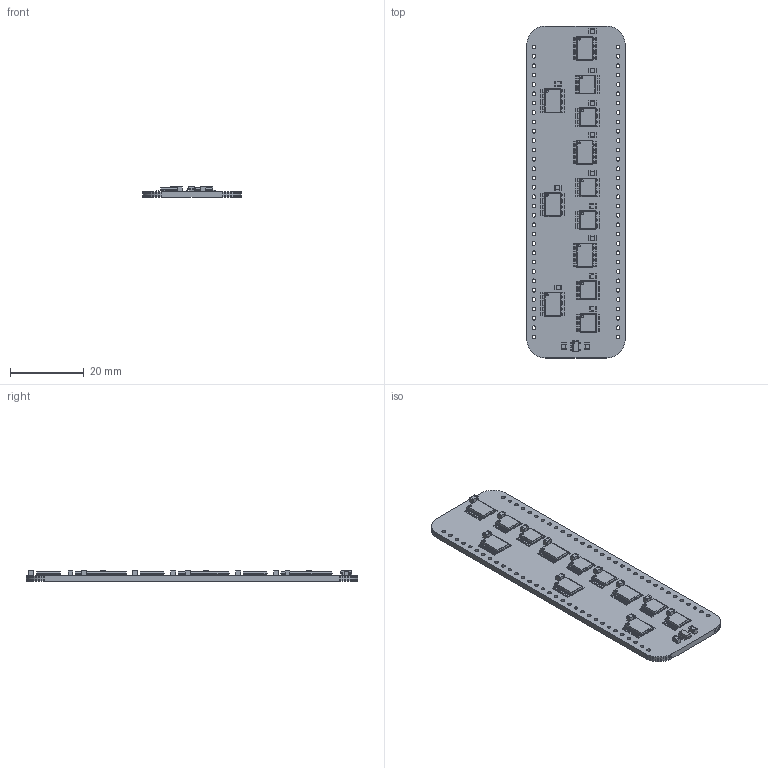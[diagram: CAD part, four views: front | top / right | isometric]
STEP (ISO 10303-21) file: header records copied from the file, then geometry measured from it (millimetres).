
FILE_DESCRIPTION(('KiCad electronic assembly'),'2;1');
FILE_NAME('Video Address Counter.step','2024-01-25T17:04:11',('Pcbnew'), ('Kicad'),'Open CASCADE STEP processor 7.6','KiCad to STEP converter', 'Unknown');
FILE_SCHEMA(('AUTOMOTIVE_DESIGN { 1 0 10303 214 1 1 1 1 }'));
Length unit declared in the file: millimetre
Products named in the file (10): Video Address Counter 1; C_0805_2012Metric; SOLID; MC74VHC139DR2G; COMPOUND; 74LVC273PW,118; AP7365-33WG-7; Video Address Counter PCB
Assembly tree (32 placements, depth 3):
  Video Address Counter 1
    C_0805_2012Metric  x14
      SOLID
    MC74VHC139DR2G  x6
      COMPOUND
    74LVC273PW,118  x6
      COMPOUND
    AP7365-33WG-7
      COMPOUND
    Video Address Counter PCB
Bounding box: 26.67 x 90.17 x 2.93 mm (x, y, z)
Volume: 4031 mm3; surface area: 6548.9 mm2
Topology: 249 solids, 249 shells, 3719 faces, 9332 edges, 6152 vertices
Faces by surface type: plane 2707, cylinder 1012
Full cylindrical faces by diameter (mm): 0.2 x1, 0.55 x12, 1 x64
Entity records: 51002 total; most frequent: CARTESIAN_POINT 10044, DIRECTION 7683, LINE 5070, VECTOR 5070, ORIENTED_EDGE 3972, PCURVE 3972, DEFINITIONAL_REPRESENTATION 3972, EDGE_CURVE 1986
